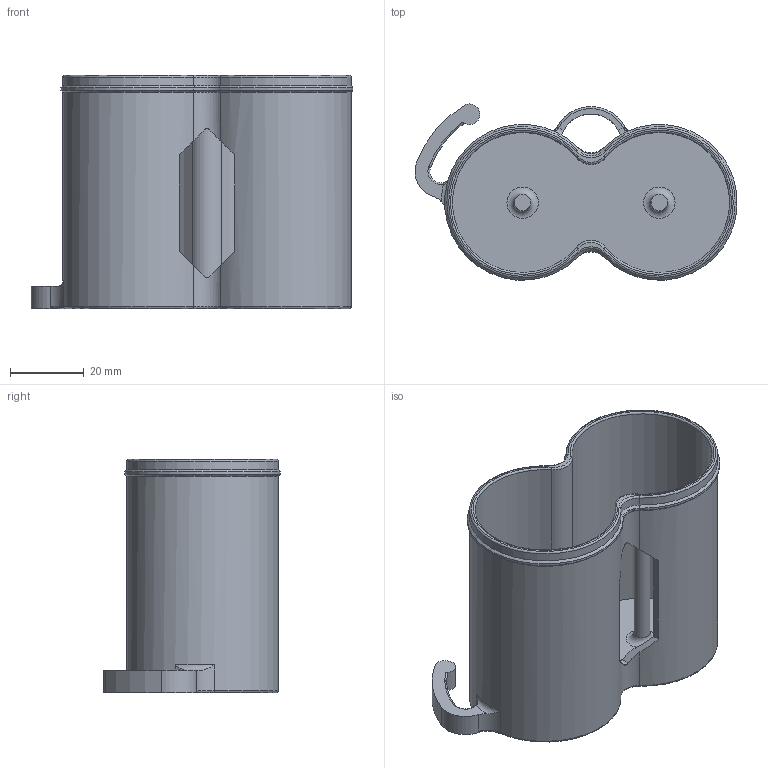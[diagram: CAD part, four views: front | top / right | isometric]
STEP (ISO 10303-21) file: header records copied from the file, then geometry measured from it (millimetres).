
FILE_DESCRIPTION( ( '' ), ' ' );
FILE_NAME( '5d1d44992671c21673321de4.step', '2019-07-04T00:13:13', ( '' ), ( '' ), ' ', ' ', ' ' );
FILE_SCHEMA( ( 'AUTOMOTIVE_DESIGN { 1 0 10303 214 1 1 1 1 }' ) );
Length unit declared in the file: metre
Products named in the file (1): Roll Holder
Bounding box: 87.14 x 47.74 x 63.1 mm (x, y, z)
Volume: 25086.6 mm3; surface area: 32141.8 mm2
Topology: 1 solids, 1 shells, 95 faces, 234 edges, 138 vertices
Faces by surface type: cylinder 34, torus 31, plane 17, cone 8, bspline 5
Full cylindrical faces by diameter (mm): 4.5 x2
Entity records: 4458 total; most frequent: CARTESIAN_POINT 1414, DIRECTION 533, ORIENTED_EDGE 454, AXIS2_PLACEMENT_3D 239, EDGE_CURVE 227, VERTEX_POINT 138, CIRCLE 132, EDGE_LOOP 103
